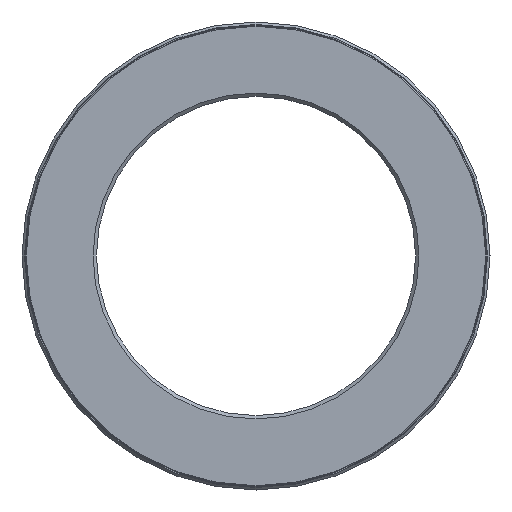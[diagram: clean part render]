
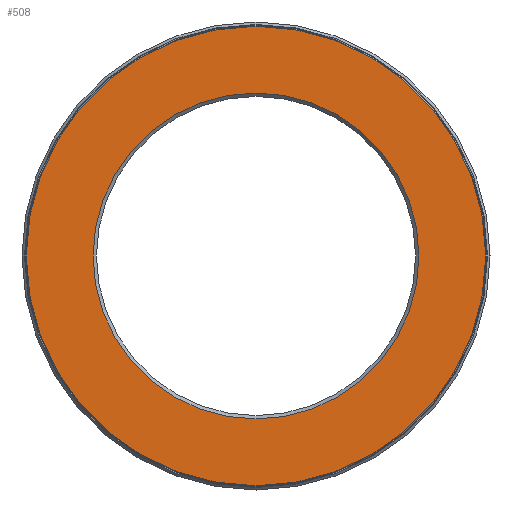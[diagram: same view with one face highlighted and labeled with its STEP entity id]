
A CAD part, front view. The second image highlights one B-rep face of the part: STEP entity #508.
In plain terms, the highlighted planar face has unit normal (0, -1, 0).
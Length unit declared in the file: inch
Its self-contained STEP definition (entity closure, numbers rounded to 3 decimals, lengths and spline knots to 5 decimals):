
#8 = EDGE_CURVE ( 'NONE', #63, #63, #165, .T. ) ;
#10 = VERTEX_POINT ( 'NONE', #300 ) ;
#55 = DIRECTION ( 'NONE',  ( 0., 0., 1. ) ) ;
#63 = VERTEX_POINT ( 'NONE', #334 ) ;
#111 = ORIENTED_EDGE ( 'NONE', *, *, #8, .F. ) ;
#142 = CARTESIAN_POINT ( 'NONE',  ( 0., 0., 0. ) ) ;
#147 = FACE_OUTER_BOUND ( 'NONE', #353, .T. ) ;
#165 = CIRCLE ( 'NONE', #309, 1.35 ) ;
#190 = DIRECTION ( 'NONE',  ( 0., 1., 0. ) ) ;
#197 = DIRECTION ( 'NONE',  ( 0., 1., 0. ) ) ;
#206 = AXIS2_PLACEMENT_3D ( 'NONE', #233, #433, #520 ) ;
#214 = CIRCLE ( 'NONE', #235, 0.9575 ) ;
#233 = CARTESIAN_POINT ( 'NONE',  ( 0., 0., 0. ) ) ;
#235 = AXIS2_PLACEMENT_3D ( 'NONE', #142, #197, #55 ) ;
#300 = CARTESIAN_POINT ( 'NONE',  ( 0., 0., 0.9575 ) ) ;
#309 = AXIS2_PLACEMENT_3D ( 'NONE', #339, #190, #478 ) ;
#334 = CARTESIAN_POINT ( 'NONE',  ( 0., 0., 1.35 ) ) ;
#338 = FACE_BOUND ( 'NONE', #489, .T. ) ;
#339 = CARTESIAN_POINT ( 'NONE',  ( 0., 0., 0. ) ) ;
#353 = EDGE_LOOP ( 'NONE', ( #111 ) ) ;
#433 = DIRECTION ( 'NONE',  ( 0., 1., 0. ) ) ;
#478 = DIRECTION ( 'NONE',  ( 0., 0., 1. ) ) ;
#489 = EDGE_LOOP ( 'NONE', ( #515 ) ) ;
#508 = ADVANCED_FACE ( 'NONE', ( #147, #338 ), #568, .F. ) ;
#510 = EDGE_CURVE ( 'NONE', #10, #10, #214, .T. ) ;
#515 = ORIENTED_EDGE ( 'NONE', *, *, #510, .T. ) ;
#520 = DIRECTION ( 'NONE',  ( 0., 0., 1. ) ) ;
#568 = PLANE ( 'NONE',  #206 ) ;
